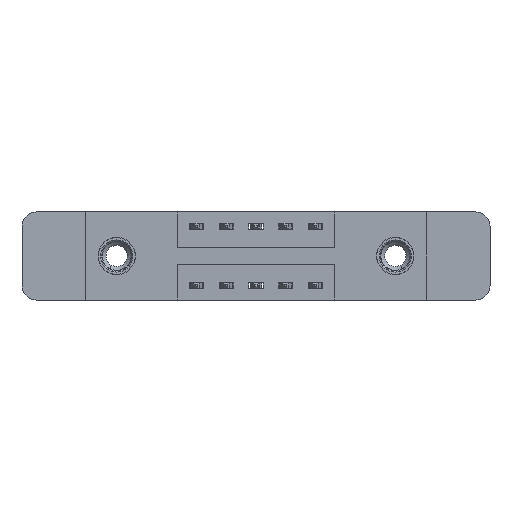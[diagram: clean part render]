
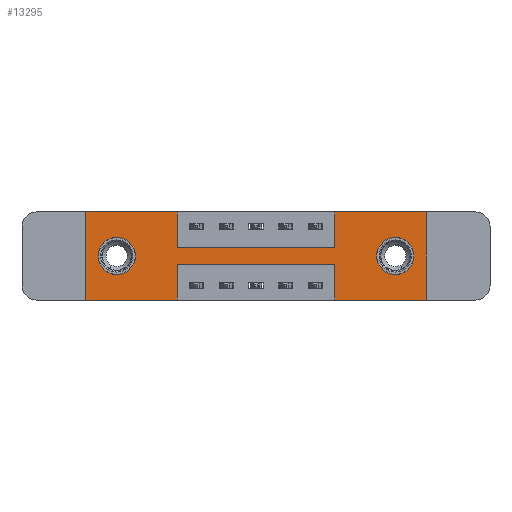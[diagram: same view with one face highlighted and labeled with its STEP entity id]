
A CAD part, front view. The second image highlights one B-rep face of the part: STEP entity #13295.
In plain terms, the highlighted planar face has unit normal (0, -1, 0).
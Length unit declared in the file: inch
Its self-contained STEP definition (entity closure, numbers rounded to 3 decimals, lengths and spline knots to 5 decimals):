
#197 = ORIENTED_EDGE ( 'NONE', *, *, #12390, .F. ) ;
#329 = DIRECTION ( 'NONE',  ( 0., -1., 0. ) ) ;
#419 = ORIENTED_EDGE ( 'NONE', *, *, #7066, .F. ) ;
#420 = EDGE_CURVE ( 'NONE', #9696, #7376, #2801, .T. ) ;
#458 = EDGE_LOOP ( 'NONE', ( #4312, #197, #10893, #419, #6661, #4422, #12634, #12626, #3156, #9487, #5944, #3612 ) ) ;
#509 = DIRECTION ( 'NONE',  ( 0., 0., -1. ) ) ;
#557 = DIRECTION ( 'NONE',  ( 0., 0., 1. ) ) ;
#599 = CARTESIAN_POINT ( 'NONE',  ( 0.3875, 0., -0.37 ) ) ;
#622 = LINE ( 'NONE', #10895, #8453 ) ;
#718 = VERTEX_POINT ( 'NONE', #2125 ) ;
#783 = DIRECTION ( 'NONE',  ( -1., 0., 0. ) ) ;
#947 = EDGE_LOOP ( 'NONE', ( #7398, #2616 ) ) ;
#1087 = EDGE_CURVE ( 'NONE', #10405, #13038, #10874, .T. ) ;
#1389 = CARTESIAN_POINT ( 'NONE',  ( 1.0475, 0., -0.37 ) ) ;
#1396 = CARTESIAN_POINT ( 'NONE',  ( 0., 0., 0. ) ) ;
#1604 = EDGE_CURVE ( 'NONE', #13038, #718, #11453, .T. ) ;
#1654 = DIRECTION ( 'NONE',  ( 0., 0., -1. ) ) ;
#1731 = CARTESIAN_POINT ( 'NONE',  ( 0., 0., -0.37 ) ) ;
#1824 = CARTESIAN_POINT ( 'NONE',  ( 0.3875, 0., -0.15 ) ) ;
#1863 = CARTESIAN_POINT ( 'NONE',  ( 0.1325, 0., -0.107 ) ) ;
#1947 = VECTOR ( 'NONE', #10443, 39.37008 ) ;
#2125 = CARTESIAN_POINT ( 'NONE',  ( 1.0475, 0., 0. ) ) ;
#2218 = AXIS2_PLACEMENT_3D ( 'NONE', #6754, #329, #509 ) ;
#2269 = DIRECTION ( 'NONE',  ( -1., 0., 0. ) ) ;
#2277 = EDGE_CURVE ( 'NONE', #11574, #9696, #6693, .T. ) ;
#2310 = AXIS2_PLACEMENT_3D ( 'NONE', #4921, #10118, #11185 ) ;
#2311 = CIRCLE ( 'NONE', #5609, 0.078 ) ;
#2332 = CARTESIAN_POINT ( 'NONE',  ( 0.3875, 0., 0. ) ) ;
#2372 = EDGE_CURVE ( 'NONE', #718, #12498, #8015, .T. ) ;
#2433 = LINE ( 'NONE', #12741, #12798 ) ;
#2449 = VERTEX_POINT ( 'NONE', #9121 ) ;
#2463 = DIRECTION ( 'NONE',  ( 0., 0., 1. ) ) ;
#2543 = CIRCLE ( 'NONE', #3070, 0.078 ) ;
#2616 = ORIENTED_EDGE ( 'NONE', *, *, #9789, .T. ) ;
#2652 = VERTEX_POINT ( 'NONE', #5367 ) ;
#2665 = LINE ( 'NONE', #3606, #7683 ) ;
#2801 = LINE ( 'NONE', #10829, #10729 ) ;
#3070 = AXIS2_PLACEMENT_3D ( 'NONE', #3547, #3497, #6593 ) ;
#3156 = ORIENTED_EDGE ( 'NONE', *, *, #4995, .F. ) ;
#3436 = CIRCLE ( 'NONE', #2310, 0.078 ) ;
#3442 = DIRECTION ( 'NONE',  ( 0., 0., 1. ) ) ;
#3450 = VECTOR ( 'NONE', #4976, 39.37008 ) ;
#3480 = DIRECTION ( 'NONE',  ( 1., 0., 0. ) ) ;
#3497 = DIRECTION ( 'NONE',  ( 0., 1., 0. ) ) ;
#3547 = CARTESIAN_POINT ( 'NONE',  ( 1.3025, 0., -0.185 ) ) ;
#3606 = CARTESIAN_POINT ( 'NONE',  ( 1.0475, 0., -0.37 ) ) ;
#3607 = EDGE_CURVE ( 'NONE', #13137, #5632, #3436, .T. ) ;
#3612 = ORIENTED_EDGE ( 'NONE', *, *, #2277, .F. ) ;
#4075 = VERTEX_POINT ( 'NONE', #8425 ) ;
#4205 = FACE_BOUND ( 'NONE', #947, .T. ) ;
#4216 = CARTESIAN_POINT ( 'NONE',  ( 1.3025, 0., -0.185 ) ) ;
#4280 = CARTESIAN_POINT ( 'NONE',  ( 1.0475, 0., 0. ) ) ;
#4312 = ORIENTED_EDGE ( 'NONE', *, *, #11585, .F. ) ;
#4410 = CARTESIAN_POINT ( 'NONE',  ( 0.1325, 0., -0.185 ) ) ;
#4422 = ORIENTED_EDGE ( 'NONE', *, *, #2372, .F. ) ;
#4921 = CARTESIAN_POINT ( 'NONE',  ( 0.1325, 0., -0.185 ) ) ;
#4976 = DIRECTION ( 'NONE',  ( 0., 0., -1. ) ) ;
#4995 = EDGE_CURVE ( 'NONE', #11465, #10405, #6970, .T. ) ;
#5103 = AXIS2_PLACEMENT_3D ( 'NONE', #4216, #10353, #7366 ) ;
#5183 = ORIENTED_EDGE ( 'NONE', *, *, #8290, .T. ) ;
#5186 = LINE ( 'NONE', #10995, #12177 ) ;
#5367 = CARTESIAN_POINT ( 'NONE',  ( 1.3025, 0., -0.107 ) ) ;
#5448 = VERTEX_POINT ( 'NONE', #1389 ) ;
#5549 = CARTESIAN_POINT ( 'NONE',  ( 0.3875, 0., 0. ) ) ;
#5609 = AXIS2_PLACEMENT_3D ( 'NONE', #4410, #10816, #3442 ) ;
#5632 = VERTEX_POINT ( 'NONE', #10509 ) ;
#5830 = EDGE_CURVE ( 'NONE', #5448, #2449, #2665, .T. ) ;
#5915 = VECTOR ( 'NONE', #6498, 39.37008 ) ;
#5944 = ORIENTED_EDGE ( 'NONE', *, *, #420, .F. ) ;
#6445 = VECTOR ( 'NONE', #10913, 39.37008 ) ;
#6498 = DIRECTION ( 'NONE',  ( 0., 0., 1. ) ) ;
#6593 = DIRECTION ( 'NONE',  ( 0., 0., -1. ) ) ;
#6617 = FACE_OUTER_BOUND ( 'NONE', #458, .T. ) ;
#6661 = ORIENTED_EDGE ( 'NONE', *, *, #11723, .F. ) ;
#6664 = LINE ( 'NONE', #12115, #3450 ) ;
#6693 = LINE ( 'NONE', #11121, #9148 ) ;
#6703 = PLANE ( 'NONE',  #2218 ) ;
#6754 = CARTESIAN_POINT ( 'NONE',  ( 0., 0., -0.37 ) ) ;
#6838 = VECTOR ( 'NONE', #2269, 39.37008 ) ;
#6892 = CARTESIAN_POINT ( 'NONE',  ( 1.0475, 0., -0.15 ) ) ;
#6970 = LINE ( 'NONE', #5549, #6445 ) ;
#7057 = ORIENTED_EDGE ( 'NONE', *, *, #8072, .T. ) ;
#7066 = EDGE_CURVE ( 'NONE', #10977, #5448, #622, .T. ) ;
#7366 = DIRECTION ( 'NONE',  ( 0., 0., -1. ) ) ;
#7376 = VERTEX_POINT ( 'NONE', #8659 ) ;
#7398 = ORIENTED_EDGE ( 'NONE', *, *, #3607, .T. ) ;
#7683 = VECTOR ( 'NONE', #2463, 39.37008 ) ;
#7956 = FACE_BOUND ( 'NONE', #9217, .T. ) ;
#8015 = LINE ( 'NONE', #1396, #13167 ) ;
#8072 = EDGE_CURVE ( 'NONE', #2652, #9828, #11610, .T. ) ;
#8116 = CARTESIAN_POINT ( 'NONE',  ( 1.3025, 0., -0.263 ) ) ;
#8192 = CARTESIAN_POINT ( 'NONE',  ( 1.435, 0., 0. ) ) ;
#8290 = EDGE_CURVE ( 'NONE', #9828, #2652, #2543, .T. ) ;
#8425 = CARTESIAN_POINT ( 'NONE',  ( 0.3875, 0., -0.22 ) ) ;
#8453 = VECTOR ( 'NONE', #11908, 39.37008 ) ;
#8659 = CARTESIAN_POINT ( 'NONE',  ( 0., 0., 0. ) ) ;
#9121 = CARTESIAN_POINT ( 'NONE',  ( 1.0475, 0., -0.22 ) ) ;
#9148 = VECTOR ( 'NONE', #783, 39.37008 ) ;
#9217 = EDGE_LOOP ( 'NONE', ( #7057, #5183 ) ) ;
#9487 = ORIENTED_EDGE ( 'NONE', *, *, #12768, .F. ) ;
#9679 = DIRECTION ( 'NONE',  ( 1., 0., 0. ) ) ;
#9696 = VERTEX_POINT ( 'NONE', #1731 ) ;
#9789 = EDGE_CURVE ( 'NONE', #5632, #13137, #2311, .T. ) ;
#9828 = VERTEX_POINT ( 'NONE', #8116 ) ;
#10118 = DIRECTION ( 'NONE',  ( 0., 1., 0. ) ) ;
#10353 = DIRECTION ( 'NONE',  ( 0., 1., 0. ) ) ;
#10405 = VERTEX_POINT ( 'NONE', #1824 ) ;
#10443 = DIRECTION ( 'NONE',  ( 1., 0., 0. ) ) ;
#10509 = CARTESIAN_POINT ( 'NONE',  ( 0.1325, 0., -0.263 ) ) ;
#10729 = VECTOR ( 'NONE', #557, 39.37008 ) ;
#10816 = DIRECTION ( 'NONE',  ( 0., 1., 0. ) ) ;
#10829 = CARTESIAN_POINT ( 'NONE',  ( 0., 0., 0. ) ) ;
#10874 = LINE ( 'NONE', #11508, #1947 ) ;
#10893 = ORIENTED_EDGE ( 'NONE', *, *, #5830, .F. ) ;
#10895 = CARTESIAN_POINT ( 'NONE',  ( 0., 0., -0.37 ) ) ;
#10913 = DIRECTION ( 'NONE',  ( 0., 0., -1. ) ) ;
#10977 = VERTEX_POINT ( 'NONE', #12095 ) ;
#10995 = CARTESIAN_POINT ( 'NONE',  ( 0.3875, 0., -0.37 ) ) ;
#11121 = CARTESIAN_POINT ( 'NONE',  ( 0., 0., -0.37 ) ) ;
#11185 = DIRECTION ( 'NONE',  ( 0., 0., 1. ) ) ;
#11453 = LINE ( 'NONE', #4280, #5915 ) ;
#11465 = VERTEX_POINT ( 'NONE', #2332 ) ;
#11508 = CARTESIAN_POINT ( 'NONE',  ( 0.3875, 0., -0.15 ) ) ;
#11574 = VERTEX_POINT ( 'NONE', #599 ) ;
#11585 = EDGE_CURVE ( 'NONE', #4075, #11574, #5186, .T. ) ;
#11610 = CIRCLE ( 'NONE', #5103, 0.078 ) ;
#11664 = LINE ( 'NONE', #12636, #6838 ) ;
#11723 = EDGE_CURVE ( 'NONE', #12498, #10977, #6664, .T. ) ;
#11908 = DIRECTION ( 'NONE',  ( -1., 0., 0. ) ) ;
#12095 = CARTESIAN_POINT ( 'NONE',  ( 1.435, 0., -0.37 ) ) ;
#12115 = CARTESIAN_POINT ( 'NONE',  ( 1.435, 0., 0. ) ) ;
#12177 = VECTOR ( 'NONE', #1654, 39.37008 ) ;
#12390 = EDGE_CURVE ( 'NONE', #2449, #4075, #11664, .T. ) ;
#12498 = VERTEX_POINT ( 'NONE', #8192 ) ;
#12626 = ORIENTED_EDGE ( 'NONE', *, *, #1087, .F. ) ;
#12634 = ORIENTED_EDGE ( 'NONE', *, *, #1604, .F. ) ;
#12636 = CARTESIAN_POINT ( 'NONE',  ( 0.3875, 0., -0.22 ) ) ;
#12741 = CARTESIAN_POINT ( 'NONE',  ( 0., 0., 0. ) ) ;
#12768 = EDGE_CURVE ( 'NONE', #7376, #11465, #2433, .T. ) ;
#12798 = VECTOR ( 'NONE', #3480, 39.37008 ) ;
#13038 = VERTEX_POINT ( 'NONE', #6892 ) ;
#13137 = VERTEX_POINT ( 'NONE', #1863 ) ;
#13167 = VECTOR ( 'NONE', #9679, 39.37008 ) ;
#13295 = ADVANCED_FACE ( 'NONE', ( #7956, #4205, #6617 ), #6703, .T. ) ;
